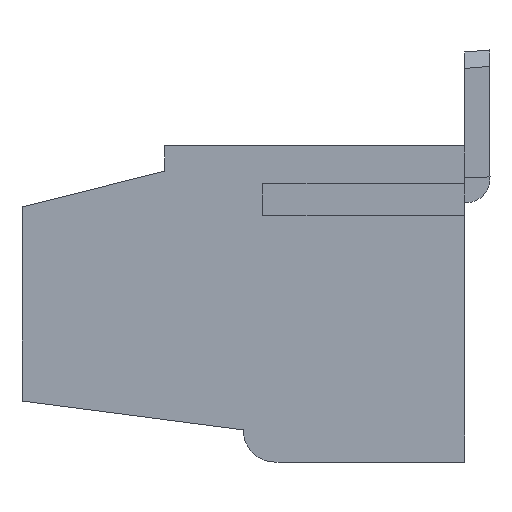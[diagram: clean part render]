
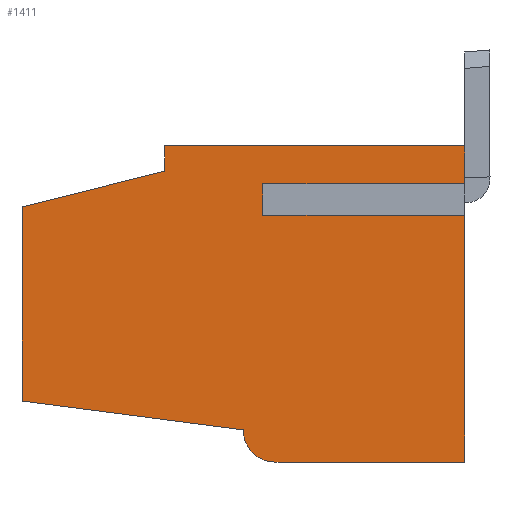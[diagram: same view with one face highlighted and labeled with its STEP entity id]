
A CAD part, left-side view. The second image highlights one B-rep face of the part: STEP entity #1411.
In plain terms, the highlighted planar face has unit normal (-1, 0, 0).
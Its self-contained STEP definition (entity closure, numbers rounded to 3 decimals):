
#20 = CARTESIAN_POINT ( 'NONE',  ( 0., 0., -10. ) ) ;
#48 = CARTESIAN_POINT ( 'NONE',  ( 0., 6.386, -1.2 ) ) ;
#49 = VERTEX_POINT ( 'NONE', #1764 ) ;
#88 = VECTOR ( 'NONE', #398, 1000. ) ;
#124 = EDGE_LOOP ( 'NONE', ( #373, #151, #505, #2228, #874, #1172, #465, #1902, #1004, #758, #1530, #675, #447 ) ) ;
#135 = EDGE_CURVE ( 'NONE', #606, #559, #2422, .T. ) ;
#142 = CARTESIAN_POINT ( 'NONE',  ( 0., 14., -1.929 ) ) ;
#148 = VERTEX_POINT ( 'NONE', #1000 ) ;
#151 = ORIENTED_EDGE ( 'NONE', *, *, #1884, .T. ) ;
#154 = EDGE_CURVE ( 'NONE', #2046, #148, #2524, .T. ) ;
#175 = DIRECTION ( 'NONE',  ( 0., 0., 1. ) ) ;
#188 = CARTESIAN_POINT ( 'NONE',  ( 0., 0., -10. ) ) ;
#193 = DIRECTION ( 'NONE',  ( 0., 0.992, 0.129 ) ) ;
#212 = CARTESIAN_POINT ( 'NONE',  ( 0., 9.494, 0. ) ) ;
#223 = CARTESIAN_POINT ( 'NONE',  ( 0., 0., -2.2 ) ) ;
#255 = EDGE_CURVE ( 'NONE', #2201, #982, #2147, .T. ) ;
#264 = DIRECTION ( 'NONE',  ( 0., -1., 0. ) ) ;
#271 = LINE ( 'NONE', #897, #1850 ) ;
#306 = CARTESIAN_POINT ( 'NONE',  ( 0., 6.386, -1.2 ) ) ;
#349 = CARTESIAN_POINT ( 'NONE',  ( 0., 9.494, -0.802 ) ) ;
#355 = EDGE_CURVE ( 'NONE', #565, #2201, #1128, .T. ) ;
#371 = FACE_OUTER_BOUND ( 'NONE', #124, .T. ) ;
#373 = ORIENTED_EDGE ( 'NONE', *, *, #418, .T. ) ;
#398 = DIRECTION ( 'NONE',  ( 0., 0., -1. ) ) ;
#416 = DIRECTION ( 'NONE',  ( 0., -1., 0. ) ) ;
#418 = EDGE_CURVE ( 'NONE', #1258, #1230, #1361, .T. ) ;
#438 = LINE ( 'NONE', #1810, #2566 ) ;
#447 = ORIENTED_EDGE ( 'NONE', *, *, #1912, .F. ) ;
#465 = ORIENTED_EDGE ( 'NONE', *, *, #2137, .F. ) ;
#505 = ORIENTED_EDGE ( 'NONE', *, *, #1122, .F. ) ;
#528 = DIRECTION ( 'NONE',  ( 1., 0., 0. ) ) ;
#559 = VERTEX_POINT ( 'NONE', #1394 ) ;
#563 = DIRECTION ( 'NONE',  ( 0., 0., 1. ) ) ;
#565 = VERTEX_POINT ( 'NONE', #223 ) ;
#606 = VERTEX_POINT ( 'NONE', #1060 ) ;
#658 = VECTOR ( 'NONE', #1240, 1000. ) ;
#675 = ORIENTED_EDGE ( 'NONE', *, *, #355, .F. ) ;
#686 = CARTESIAN_POINT ( 'NONE',  ( 0., 14., -1.929 ) ) ;
#741 = CARTESIAN_POINT ( 'NONE',  ( 0., 6., -10. ) ) ;
#758 = ORIENTED_EDGE ( 'NONE', *, *, #2562, .F. ) ;
#779 = VERTEX_POINT ( 'NONE', #1523 ) ;
#789 = PLANE ( 'NONE',  #1370 ) ;
#805 = LINE ( 'NONE', #20, #88 ) ;
#810 = DIRECTION ( 'NONE',  ( -1., 0., 0. ) ) ;
#874 = ORIENTED_EDGE ( 'NONE', *, *, #154, .F. ) ;
#890 = VECTOR ( 'NONE', #1107, 1000. ) ;
#897 = CARTESIAN_POINT ( 'NONE',  ( 0., 6.386, -2.2 ) ) ;
#921 = DIRECTION ( 'NONE',  ( 0., 0., 1. ) ) ;
#961 = CARTESIAN_POINT ( 'NONE',  ( 0., 14., -8.071 ) ) ;
#982 = VERTEX_POINT ( 'NONE', #741 ) ;
#1000 = CARTESIAN_POINT ( 'NONE',  ( 0., 9.494, 0. ) ) ;
#1004 = ORIENTED_EDGE ( 'NONE', *, *, #135, .F. ) ;
#1028 = CARTESIAN_POINT ( 'NONE',  ( 0., 6., -9. ) ) ;
#1032 = VECTOR ( 'NONE', #563, 1000. ) ;
#1060 = CARTESIAN_POINT ( 'NONE',  ( 0., 7., -9. ) ) ;
#1092 = DIRECTION ( 'NONE',  ( 0., -1., 0. ) ) ;
#1094 = EDGE_CURVE ( 'NONE', #148, #779, #2538, .T. ) ;
#1107 = DIRECTION ( 'NONE',  ( 0., 0., -1. ) ) ;
#1122 = EDGE_CURVE ( 'NONE', #779, #49, #805, .T. ) ;
#1128 = LINE ( 'NONE', #188, #890 ) ;
#1172 = ORIENTED_EDGE ( 'NONE', *, *, #2103, .F. ) ;
#1215 = CARTESIAN_POINT ( 'NONE',  ( 0., 6.386, -2.2 ) ) ;
#1230 = VERTEX_POINT ( 'NONE', #306 ) ;
#1240 = DIRECTION ( 'NONE',  ( 0., 1., 0. ) ) ;
#1258 = VERTEX_POINT ( 'NONE', #1746 ) ;
#1313 = VERTEX_POINT ( 'NONE', #2611 ) ;
#1361 = LINE ( 'NONE', #1215, #2172 ) ;
#1370 = AXIS2_PLACEMENT_3D ( 'NONE', #1028, #810, #2412 ) ;
#1394 = CARTESIAN_POINT ( 'NONE',  ( 0., 7., -8.983 ) ) ;
#1401 = EDGE_CURVE ( 'NONE', #559, #1313, #438, .T. ) ;
#1404 = VECTOR ( 'NONE', #1586, 1000. ) ;
#1411 = ADVANCED_FACE ( 'NONE', ( #371 ), #789, .T. ) ;
#1413 = CARTESIAN_POINT ( 'NONE',  ( 0., 6., -10. ) ) ;
#1443 = VECTOR ( 'NONE', #264, 1000. ) ;
#1449 = VECTOR ( 'NONE', #416, 1000. ) ;
#1519 = VECTOR ( 'NONE', #1566, 1000. ) ;
#1523 = CARTESIAN_POINT ( 'NONE',  ( 0., 0., 0. ) ) ;
#1530 = ORIENTED_EDGE ( 'NONE', *, *, #255, .F. ) ;
#1566 = DIRECTION ( 'NONE',  ( 0., 0., 1. ) ) ;
#1586 = DIRECTION ( 'NONE',  ( 0., 0., 1. ) ) ;
#1706 = LINE ( 'NONE', #142, #1740 ) ;
#1740 = VECTOR ( 'NONE', #2191, 1000. ) ;
#1746 = CARTESIAN_POINT ( 'NONE',  ( 0., 6.386, -2.2 ) ) ;
#1764 = CARTESIAN_POINT ( 'NONE',  ( 0., 0., -1.2 ) ) ;
#1810 = CARTESIAN_POINT ( 'NONE',  ( 0., 14., -8.071 ) ) ;
#1828 = VERTEX_POINT ( 'NONE', #686 ) ;
#1850 = VECTOR ( 'NONE', #1092, 1000. ) ;
#1884 = EDGE_CURVE ( 'NONE', #1230, #49, #1967, .T. ) ;
#1902 = ORIENTED_EDGE ( 'NONE', *, *, #1401, .F. ) ;
#1912 = EDGE_CURVE ( 'NONE', #1258, #565, #271, .T. ) ;
#1924 = LINE ( 'NONE', #961, #1519 ) ;
#1951 = CIRCLE ( 'NONE', #2526, 1. ) ;
#1967 = LINE ( 'NONE', #48, #1443 ) ;
#2046 = VERTEX_POINT ( 'NONE', #2398 ) ;
#2103 = EDGE_CURVE ( 'NONE', #1828, #2046, #1706, .T. ) ;
#2137 = EDGE_CURVE ( 'NONE', #1313, #1828, #1924, .T. ) ;
#2147 = LINE ( 'NONE', #1413, #658 ) ;
#2172 = VECTOR ( 'NONE', #175, 1000. ) ;
#2191 = DIRECTION ( 'NONE',  ( 0., -0.97, 0.243 ) ) ;
#2201 = VERTEX_POINT ( 'NONE', #2410 ) ;
#2228 = ORIENTED_EDGE ( 'NONE', *, *, #1094, .F. ) ;
#2366 = CARTESIAN_POINT ( 'NONE',  ( 0., 6., -9. ) ) ;
#2398 = CARTESIAN_POINT ( 'NONE',  ( 0., 9.494, -0.802 ) ) ;
#2410 = CARTESIAN_POINT ( 'NONE',  ( 0., 0., -10. ) ) ;
#2412 = DIRECTION ( 'NONE',  ( 0., 0., 1. ) ) ;
#2422 = LINE ( 'NONE', #2600, #1404 ) ;
#2524 = LINE ( 'NONE', #349, #1032 ) ;
#2526 = AXIS2_PLACEMENT_3D ( 'NONE', #2366, #528, #921 ) ;
#2538 = LINE ( 'NONE', #212, #1449 ) ;
#2562 = EDGE_CURVE ( 'NONE', #982, #606, #1951, .T. ) ;
#2566 = VECTOR ( 'NONE', #193, 1000. ) ;
#2600 = CARTESIAN_POINT ( 'NONE',  ( 0., 7., -8.983 ) ) ;
#2611 = CARTESIAN_POINT ( 'NONE',  ( 0., 14., -8.071 ) ) ;
